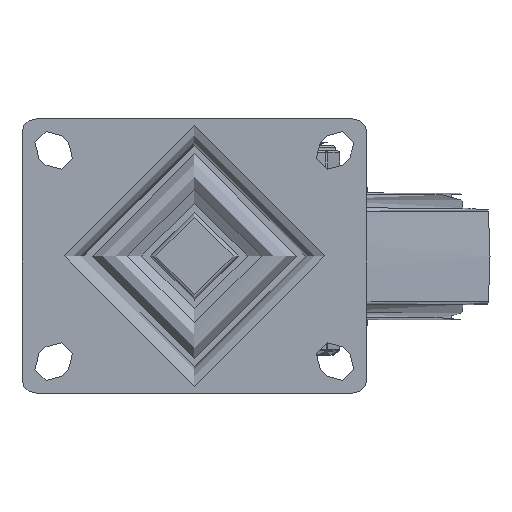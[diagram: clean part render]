
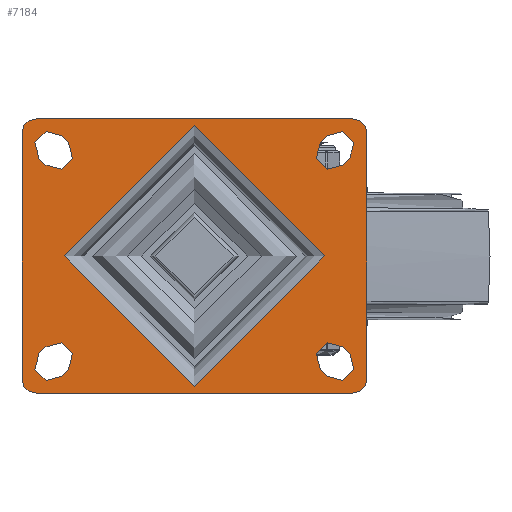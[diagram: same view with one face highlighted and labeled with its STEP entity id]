
A CAD part, top view. The second image highlights one B-rep face of the part: STEP entity #7184.
In plain terms, the highlighted planar face has unit normal (0, 0, 1).
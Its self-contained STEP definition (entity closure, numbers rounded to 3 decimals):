
#542=FACE_BOUND('',#1630,.T.);
#543=FACE_BOUND('',#1631,.T.);
#544=FACE_BOUND('',#1632,.T.);
#545=FACE_BOUND('',#1633,.T.);
#546=FACE_BOUND('',#1634,.T.);
#635=CIRCLE('',#7731,4.5);
#637=CIRCLE('',#7735,4.5);
#639=CIRCLE('',#7739,4.5);
#641=CIRCLE('',#7743,4.5);
#643=CIRCLE('',#7747,4.5);
#645=CIRCLE('',#7751,4.5);
#647=CIRCLE('',#7755,4.5);
#649=CIRCLE('',#7759,4.5);
#655=CIRCLE('',#7767,37.);
#664=CIRCLE('',#7781,4.);
#666=CIRCLE('',#7784,4.);
#668=CIRCLE('',#7787,4.);
#670=CIRCLE('',#7790,4.);
#1190=FACE_OUTER_BOUND('',#1629,.T.);
#1629=EDGE_LOOP('',(#4992,#4993,#4994,#4995,#4996,#4997,#4998,#4999));
#1630=EDGE_LOOP('',(#5000,#5001,#5002,#5003));
#1631=EDGE_LOOP('',(#5004,#5005,#5006,#5007));
#1632=EDGE_LOOP('',(#5008,#5009,#5010,#5011));
#1633=EDGE_LOOP('',(#5012,#5013,#5014,#5015));
#1634=EDGE_LOOP('',(#5016));
#2080=LINE('',#10762,#2599);
#2084=LINE('',#10774,#2603);
#2088=LINE('',#10786,#2607);
#2092=LINE('',#10798,#2611);
#2096=LINE('',#10810,#2615);
#2100=LINE('',#10822,#2619);
#2104=LINE('',#10834,#2623);
#2108=LINE('',#10846,#2627);
#2124=LINE('',#10963,#2643);
#2126=LINE('',#10966,#2645);
#2128=LINE('',#10969,#2647);
#2129=LINE('',#10970,#2648);
#2599=VECTOR('',#8572,10.);
#2603=VECTOR('',#8584,10.);
#2607=VECTOR('',#8596,10.);
#2611=VECTOR('',#8608,10.);
#2615=VECTOR('',#8620,10.);
#2619=VECTOR('',#8632,10.);
#2623=VECTOR('',#8644,10.);
#2627=VECTOR('',#8656,10.);
#2643=VECTOR('',#8798,1000.);
#2645=VECTOR('',#8802,1000.);
#2647=VECTOR('',#8806,1000.);
#2648=VECTOR('',#8807,1000.);
#3118=VERTEX_POINT('',#10759);
#3119=VERTEX_POINT('',#10761);
#3121=VERTEX_POINT('',#10767);
#3123=VERTEX_POINT('',#10773);
#3126=VERTEX_POINT('',#10783);
#3127=VERTEX_POINT('',#10785);
#3129=VERTEX_POINT('',#10791);
#3131=VERTEX_POINT('',#10797);
#3134=VERTEX_POINT('',#10807);
#3135=VERTEX_POINT('',#10809);
#3137=VERTEX_POINT('',#10815);
#3139=VERTEX_POINT('',#10821);
#3142=VERTEX_POINT('',#10831);
#3143=VERTEX_POINT('',#10833);
#3145=VERTEX_POINT('',#10839);
#3147=VERTEX_POINT('',#10845);
#3151=VERTEX_POINT('',#10860);
#3158=VERTEX_POINT('',#10884);
#3159=VERTEX_POINT('',#10885);
#3162=VERTEX_POINT('',#10893);
#3163=VERTEX_POINT('',#10894);
#3166=VERTEX_POINT('',#10902);
#3167=VERTEX_POINT('',#10903);
#3170=VERTEX_POINT('',#10911);
#3171=VERTEX_POINT('',#10912);
#3783=EDGE_CURVE('',#3119,#3118,#2080,.T.);
#3786=EDGE_CURVE('',#3121,#3119,#635,.T.);
#3789=EDGE_CURVE('',#3123,#3121,#2084,.T.);
#3792=EDGE_CURVE('',#3118,#3123,#637,.T.);
#3795=EDGE_CURVE('',#3127,#3126,#2088,.T.);
#3798=EDGE_CURVE('',#3129,#3127,#639,.T.);
#3801=EDGE_CURVE('',#3131,#3129,#2092,.T.);
#3804=EDGE_CURVE('',#3126,#3131,#641,.T.);
#3807=EDGE_CURVE('',#3135,#3134,#2096,.T.);
#3810=EDGE_CURVE('',#3137,#3135,#643,.T.);
#3813=EDGE_CURVE('',#3139,#3137,#2100,.T.);
#3816=EDGE_CURVE('',#3134,#3139,#645,.T.);
#3819=EDGE_CURVE('',#3143,#3142,#2104,.T.);
#3822=EDGE_CURVE('',#3145,#3143,#647,.T.);
#3825=EDGE_CURVE('',#3147,#3145,#2108,.T.);
#3828=EDGE_CURVE('',#3142,#3147,#649,.T.);
#3834=EDGE_CURVE('',#3151,#3151,#655,.T.);
#3845=EDGE_CURVE('',#3158,#3159,#664,.T.);
#3849=EDGE_CURVE('',#3162,#3163,#666,.T.);
#3853=EDGE_CURVE('',#3166,#3167,#668,.T.);
#3857=EDGE_CURVE('',#3170,#3171,#670,.T.);
#3880=EDGE_CURVE('',#3171,#3162,#2124,.T.);
#3882=EDGE_CURVE('',#3163,#3158,#2126,.T.);
#3884=EDGE_CURVE('',#3167,#3170,#2128,.T.);
#3885=EDGE_CURVE('',#3159,#3166,#2129,.T.);
#4992=ORIENTED_EDGE('',*,*,#3857,.F.);
#4993=ORIENTED_EDGE('',*,*,#3884,.F.);
#4994=ORIENTED_EDGE('',*,*,#3853,.F.);
#4995=ORIENTED_EDGE('',*,*,#3885,.F.);
#4996=ORIENTED_EDGE('',*,*,#3845,.F.);
#4997=ORIENTED_EDGE('',*,*,#3882,.F.);
#4998=ORIENTED_EDGE('',*,*,#3849,.F.);
#4999=ORIENTED_EDGE('',*,*,#3880,.F.);
#5000=ORIENTED_EDGE('',*,*,#3789,.T.);
#5001=ORIENTED_EDGE('',*,*,#3786,.T.);
#5002=ORIENTED_EDGE('',*,*,#3783,.T.);
#5003=ORIENTED_EDGE('',*,*,#3792,.T.);
#5004=ORIENTED_EDGE('',*,*,#3801,.T.);
#5005=ORIENTED_EDGE('',*,*,#3798,.T.);
#5006=ORIENTED_EDGE('',*,*,#3795,.T.);
#5007=ORIENTED_EDGE('',*,*,#3804,.T.);
#5008=ORIENTED_EDGE('',*,*,#3813,.T.);
#5009=ORIENTED_EDGE('',*,*,#3810,.T.);
#5010=ORIENTED_EDGE('',*,*,#3807,.T.);
#5011=ORIENTED_EDGE('',*,*,#3816,.T.);
#5012=ORIENTED_EDGE('',*,*,#3825,.T.);
#5013=ORIENTED_EDGE('',*,*,#3822,.T.);
#5014=ORIENTED_EDGE('',*,*,#3819,.T.);
#5015=ORIENTED_EDGE('',*,*,#3828,.T.);
#5016=ORIENTED_EDGE('',*,*,#3834,.F.);
#6982=PLANE('',#7821);
#7184=ADVANCED_FACE('',(#1190,#542,#543,#544,#545,#546),#6982,.T.);
#7731=AXIS2_PLACEMENT_3D('',#10768,#8578,#8579);
#7735=AXIS2_PLACEMENT_3D('',#10778,#8590,#8591);
#7739=AXIS2_PLACEMENT_3D('',#10792,#8602,#8603);
#7743=AXIS2_PLACEMENT_3D('',#10802,#8614,#8615);
#7747=AXIS2_PLACEMENT_3D('',#10816,#8626,#8627);
#7751=AXIS2_PLACEMENT_3D('',#10826,#8638,#8639);
#7755=AXIS2_PLACEMENT_3D('',#10840,#8650,#8651);
#7759=AXIS2_PLACEMENT_3D('',#10850,#8662,#8663);
#7767=AXIS2_PLACEMENT_3D('',#10862,#8678,#8679);
#7781=AXIS2_PLACEMENT_3D('',#10886,#8708,#8709);
#7784=AXIS2_PLACEMENT_3D('',#10895,#8716,#8717);
#7787=AXIS2_PLACEMENT_3D('',#10904,#8724,#8725);
#7790=AXIS2_PLACEMENT_3D('',#10913,#8732,#8733);
#7821=AXIS2_PLACEMENT_3D('',#10968,#8804,#8805);
#8572=DIRECTION('',(0.707,0.707,0.));
#8578=DIRECTION('center_axis',(0.,0.,-1.));
#8579=DIRECTION('ref_axis',(-0.707,0.707,0.));
#8584=DIRECTION('',(-0.707,-0.707,0.));
#8590=DIRECTION('center_axis',(0.,0.,-1.));
#8591=DIRECTION('ref_axis',(0.707,-0.707,0.));
#8596=DIRECTION('',(-0.707,0.707,0.));
#8602=DIRECTION('center_axis',(0.,0.,-1.));
#8603=DIRECTION('ref_axis',(-0.707,-0.707,0.));
#8608=DIRECTION('',(0.707,-0.707,0.));
#8614=DIRECTION('center_axis',(0.,0.,-1.));
#8615=DIRECTION('ref_axis',(0.707,0.707,0.));
#8620=DIRECTION('',(0.707,-0.707,0.));
#8626=DIRECTION('center_axis',(0.,0.,-1.));
#8627=DIRECTION('ref_axis',(0.707,0.707,0.));
#8632=DIRECTION('',(-0.707,0.707,0.));
#8638=DIRECTION('center_axis',(0.,0.,-1.));
#8639=DIRECTION('ref_axis',(-0.707,-0.707,0.));
#8644=DIRECTION('',(-0.707,-0.707,0.));
#8650=DIRECTION('center_axis',(0.,0.,-1.));
#8651=DIRECTION('ref_axis',(0.707,-0.707,0.));
#8656=DIRECTION('',(0.707,0.707,0.));
#8662=DIRECTION('center_axis',(0.,0.,-1.));
#8663=DIRECTION('ref_axis',(-0.707,0.707,0.));
#8678=DIRECTION('center_axis',(0.,0.,1.));
#8679=DIRECTION('ref_axis',(-1.,0.,0.));
#8708=DIRECTION('center_axis',(0.,0.,-1.));
#8709=DIRECTION('ref_axis',(-0.707,0.707,0.));
#8716=DIRECTION('center_axis',(0.,0.,-1.));
#8717=DIRECTION('ref_axis',(-0.707,-0.707,0.));
#8724=DIRECTION('center_axis',(0.,0.,-1.));
#8725=DIRECTION('ref_axis',(0.707,0.707,0.));
#8732=DIRECTION('center_axis',(0.,0.,-1.));
#8733=DIRECTION('ref_axis',(0.707,-0.707,0.));
#8798=DIRECTION('',(-1.,0.,0.));
#8802=DIRECTION('',(0.,1.,0.));
#8804=DIRECTION('center_axis',(0.,0.,1.));
#8805=DIRECTION('ref_axis',(1.,0.,0.));
#8806=DIRECTION('',(0.,-1.,0.));
#8807=DIRECTION('',(1.,0.,0.));
#10759=CARTESIAN_POINT('',(37.818,34.182,0.));
#10761=CARTESIAN_POINT('',(35.818,32.182,0.));
#10762=CARTESIAN_POINT('',(18.818,15.182,0.));
#10767=CARTESIAN_POINT('',(42.182,25.818,0.));
#10768=CARTESIAN_POINT('Origin',(39.,29.,0.));
#10773=CARTESIAN_POINT('',(44.182,27.818,0.));
#10774=CARTESIAN_POINT('',(26.182,9.818,0.));
#10778=CARTESIAN_POINT('Origin',(41.,31.,0.));
#10783=CARTESIAN_POINT('',(35.818,-32.182,0.));
#10785=CARTESIAN_POINT('',(37.818,-34.182,0.));
#10786=CARTESIAN_POINT('',(19.818,-16.182,0.));
#10791=CARTESIAN_POINT('',(44.182,-27.818,0.));
#10792=CARTESIAN_POINT('Origin',(41.,-31.,0.));
#10797=CARTESIAN_POINT('',(42.182,-25.818,0.));
#10798=CARTESIAN_POINT('',(25.182,-8.818,0.));
#10802=CARTESIAN_POINT('Origin',(39.,-29.,0.));
#10807=CARTESIAN_POINT('',(-35.818,32.182,0.));
#10809=CARTESIAN_POINT('',(-37.818,34.182,0.));
#10810=CARTESIAN_POINT('',(-19.818,16.182,0.));
#10815=CARTESIAN_POINT('',(-44.182,27.818,0.));
#10816=CARTESIAN_POINT('Origin',(-41.,31.,0.));
#10821=CARTESIAN_POINT('',(-42.182,25.818,0.));
#10822=CARTESIAN_POINT('',(-25.182,8.818,0.));
#10826=CARTESIAN_POINT('Origin',(-39.,29.,0.));
#10831=CARTESIAN_POINT('',(-37.818,-34.182,0.));
#10833=CARTESIAN_POINT('',(-35.818,-32.182,0.));
#10834=CARTESIAN_POINT('',(-18.818,-15.182,0.));
#10839=CARTESIAN_POINT('',(-42.182,-25.818,0.));
#10840=CARTESIAN_POINT('Origin',(-39.,-29.,0.));
#10845=CARTESIAN_POINT('',(-44.182,-27.818,0.));
#10846=CARTESIAN_POINT('',(-26.182,-9.818,0.));
#10850=CARTESIAN_POINT('Origin',(-41.,-31.,0.));
#10860=CARTESIAN_POINT('',(-37.,0.,0.));
#10862=CARTESIAN_POINT('Origin',(0.,0.,0.));
#10884=CARTESIAN_POINT('',(-49.,35.,0.));
#10885=CARTESIAN_POINT('',(-45.,39.,0.));
#10886=CARTESIAN_POINT('Origin',(-45.,35.,0.));
#10893=CARTESIAN_POINT('',(-45.,-39.,0.));
#10894=CARTESIAN_POINT('',(-49.,-35.,0.));
#10895=CARTESIAN_POINT('Origin',(-45.,-35.,0.));
#10902=CARTESIAN_POINT('',(45.,39.,0.));
#10903=CARTESIAN_POINT('',(49.,35.,0.));
#10904=CARTESIAN_POINT('Origin',(45.,35.,0.));
#10911=CARTESIAN_POINT('',(49.,-35.,0.));
#10912=CARTESIAN_POINT('',(45.,-39.,0.));
#10913=CARTESIAN_POINT('Origin',(45.,-35.,0.));
#10963=CARTESIAN_POINT('',(49.,-39.,0.));
#10966=CARTESIAN_POINT('',(-49.,-39.,0.));
#10968=CARTESIAN_POINT('Origin',(0.,0.,0.));
#10969=CARTESIAN_POINT('',(49.,39.,0.));
#10970=CARTESIAN_POINT('',(-49.,39.,0.));
